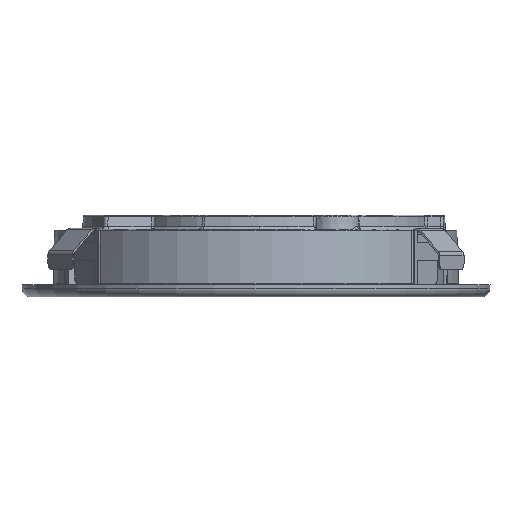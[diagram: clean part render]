
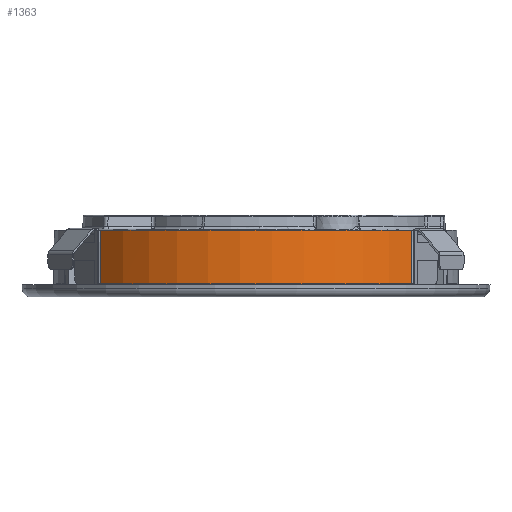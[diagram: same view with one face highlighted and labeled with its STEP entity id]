
A CAD part, front view. The second image highlights one B-rep face of the part: STEP entity #1363.
In plain terms, the highlighted conical face has half-angle 0.5 degrees and reference radius 33.2 mm.
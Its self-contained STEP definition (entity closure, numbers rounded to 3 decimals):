
#356=CONICAL_SURFACE('',#7794,33.2,0.5);
#700=CIRCLE('',#7752,33.2);
#717=CIRCLE('',#7793,33.277);
#1076=B_SPLINE_CURVE_WITH_KNOTS('',3,(#14410,#14411,#14412,#14413,#14414,
#14415,#14416,#14417),.UNSPECIFIED.,.F.,.F.,(4,2,2,4),(0.,0.045,
0.227,1.),.UNSPECIFIED.);
#1077=B_SPLINE_CURVE_WITH_KNOTS('',3,(#14418,#14419,#14420,#14421,#14422,
#14423,#14424,#14425),.UNSPECIFIED.,.F.,.F.,(4,2,2,4),(0.,0.045,
0.227,1.),.UNSPECIFIED.);
#1363=ADVANCED_FACE('',(#1936),#356,.T.);
#1936=FACE_OUTER_BOUND('',#2368,.T.);
#2368=EDGE_LOOP('',(#3983,#3984,#3985,#3986));
#3983=ORIENTED_EDGE('',*,*,#6156,.T.);
#3984=ORIENTED_EDGE('',*,*,#6157,.T.);
#3985=ORIENTED_EDGE('',*,*,#6085,.F.);
#3986=ORIENTED_EDGE('',*,*,#6158,.T.);
#5170=VERTEX_POINT('',#14137);
#5171=VERTEX_POINT('',#14139);
#5210=VERTEX_POINT('',#14408);
#5211=VERTEX_POINT('',#14409);
#6085=EDGE_CURVE('',#5170,#5171,#700,.T.);
#6156=EDGE_CURVE('',#5210,#5211,#717,.T.);
#6157=EDGE_CURVE('',#5211,#5171,#1076,.T.);
#6158=EDGE_CURVE('',#5170,#5210,#1077,.T.);
#7752=AXIS2_PLACEMENT_3D('',#14138,#9147,#9148);
#7793=AXIS2_PLACEMENT_3D('',#14407,#9263,#9264);
#7794=AXIS2_PLACEMENT_3D('',#14426,#9265,#9266);
#9147=DIRECTION('',(0.,0.,1.));
#9148=DIRECTION('',(1.,0.,0.));
#9263=DIRECTION('',(0.,0.,1.));
#9264=DIRECTION('',(1.,0.,0.));
#9265=DIRECTION('',(0.,0.,-1.));
#9266=DIRECTION('',(-1.,0.,0.));
#14137=CARTESIAN_POINT('',(-69.554,-15.166,5.75));
#14138=CARTESIAN_POINT('',(-43.928,5.942,5.75));
#14139=CARTESIAN_POINT('',(-18.302,-15.166,5.75));
#14407=CARTESIAN_POINT('',(-43.928,5.942,-3.052));
#14408=CARTESIAN_POINT('',(-69.572,-15.265,-3.052));
#14409=CARTESIAN_POINT('',(-18.284,-15.265,-3.052));
#14410=CARTESIAN_POINT('',(-18.284,-15.265,-3.052));
#14411=CARTESIAN_POINT('',(-18.284,-15.263,-2.918));
#14412=CARTESIAN_POINT('',(-18.284,-15.262,-2.785));
#14413=CARTESIAN_POINT('',(-18.286,-15.254,-2.118));
#14414=CARTESIAN_POINT('',(-18.287,-15.248,-1.585));
#14415=CARTESIAN_POINT('',(-18.293,-15.217,1.215));
#14416=CARTESIAN_POINT('',(-18.297,-15.191,3.483));
#14417=CARTESIAN_POINT('',(-18.302,-15.166,5.75));
#14418=CARTESIAN_POINT('',(-69.554,-15.166,5.75));
#14419=CARTESIAN_POINT('',(-69.554,-15.167,5.617));
#14420=CARTESIAN_POINT('',(-69.555,-15.169,5.483));
#14421=CARTESIAN_POINT('',(-69.556,-15.176,4.817));
#14422=CARTESIAN_POINT('',(-69.557,-15.182,4.283));
#14423=CARTESIAN_POINT('',(-69.563,-15.214,1.483));
#14424=CARTESIAN_POINT('',(-69.567,-15.239,-0.784));
#14425=CARTESIAN_POINT('',(-69.572,-15.265,-3.052));
#14426=CARTESIAN_POINT('',(-43.928,5.942,5.75));
